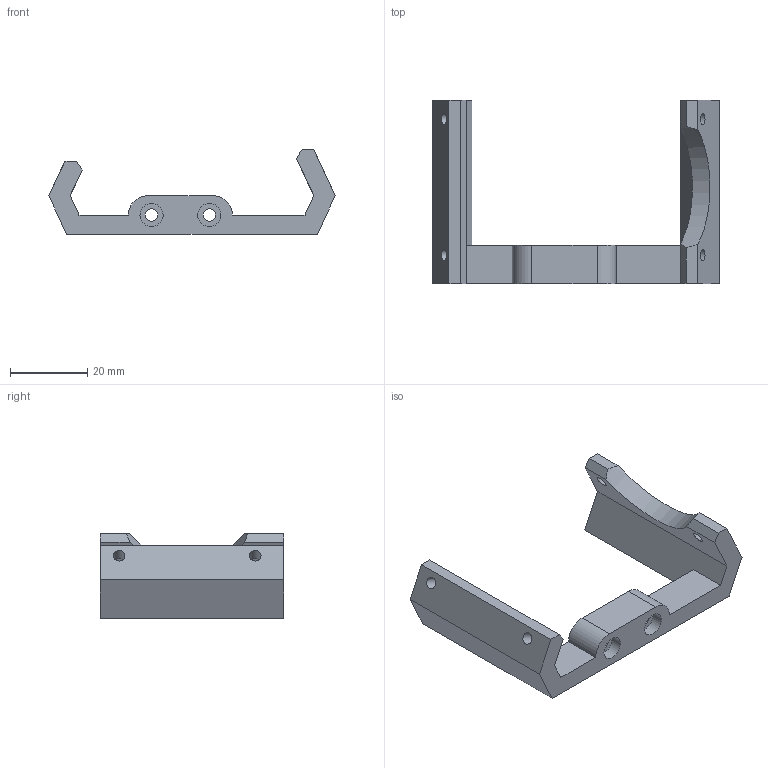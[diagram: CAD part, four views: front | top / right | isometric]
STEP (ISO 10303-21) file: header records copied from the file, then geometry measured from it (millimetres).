
FILE_DESCRIPTION(/* description */ ('Alibre Inc.'),/* implementation_level */ '2;1');
FILE_NAME(/* name */ 'export0',/* time_stamp */ '2017-02-24T11:06:49-05:00',/* author */ (''),/* organization */ (''),/* preprocessor_version */ 'ST-DEVELOPER v14',/* originating_system */ 'Alibre',/* authorisation */ '');
FILE_SCHEMA (('AUTOMOTIVE_DESIGN'));
Length unit declared in the file: centimetre
Bounding box: 74.3 x 47.5 x 21.94 mm (x, y, z)
Volume: 13205.7 mm3; surface area: 7489.3 mm2
Topology: 1 solids, 1 shells, 35 faces, 95 edges, 64 vertices
Faces by surface type: plane 24, cylinder 11
Full cylindrical faces by diameter (mm): 3 x4, 3.2 x2, 6 x2
Entity records: 1052 total; most frequent: CARTESIAN_POINT 178, ORIENTED_EDGE 170, DIRECTION 153, EDGE_CURVE 85, VERTEX_POINT 62, AXIS2_PLACEMENT_3D 59, VECTOR 57, LINE 57
